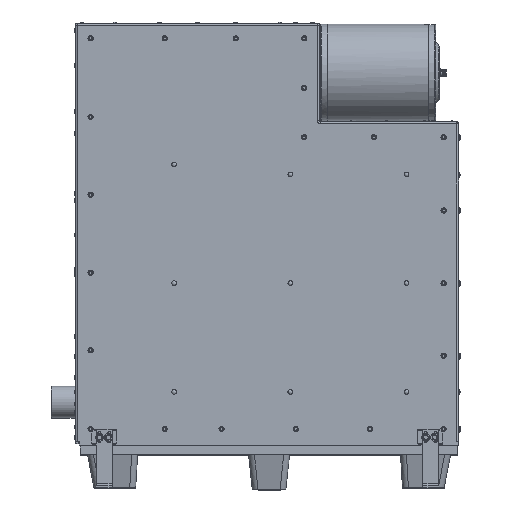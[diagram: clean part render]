
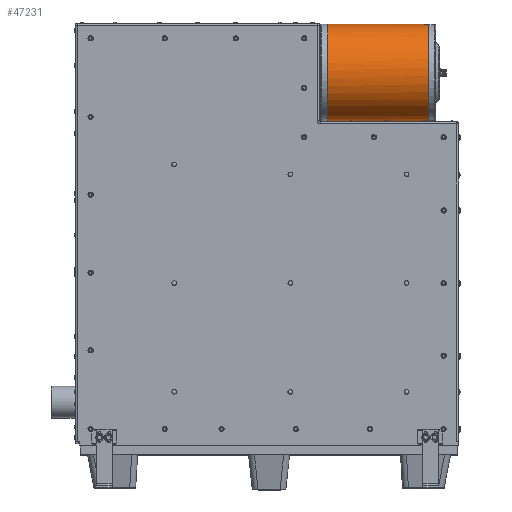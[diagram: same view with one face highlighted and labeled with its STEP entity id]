
A CAD part, top view. The second image highlights one B-rep face of the part: STEP entity #47231.
In plain terms, the highlighted cylindrical face has radius 155.448 mm (diameter 310.896 mm), a full revolution.
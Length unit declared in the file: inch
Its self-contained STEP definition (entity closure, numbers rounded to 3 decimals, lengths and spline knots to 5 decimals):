
#732=CYLINDRICAL_SURFACE('',#50563,6.12);
#1264=FACE_BOUND('',#6277,.T.);
#3205=FACE_OUTER_BOUND('',#6276,.T.);
#6276=EDGE_LOOP('',(#32167));
#6277=EDGE_LOOP('',(#32168));
#10142=CIRCLE('',#50427,6.12);
#10227=CIRCLE('',#50564,6.12);
#20259=VERTEX_POINT('',#86105);
#20423=VERTEX_POINT('',#92871);
#24904=EDGE_CURVE('',#20259,#20259,#10142,.T.);
#25092=EDGE_CURVE('',#20423,#20423,#10227,.T.);
#32167=ORIENTED_EDGE('',*,*,#24904,.F.);
#32168=ORIENTED_EDGE('',*,*,#25092,.F.);
#47231=ADVANCED_FACE('',(#3205,#1264),#732,.T.);
#50427=AXIS2_PLACEMENT_3D('',#86106,#55481,#55482);
#50563=AXIS2_PLACEMENT_3D('',#92870,#55770,#55771);
#50564=AXIS2_PLACEMENT_3D('',#92872,#55772,#55773);
#55481=DIRECTION('center_axis',(1.,0.,0.));
#55482=DIRECTION('ref_axis',(0.,0.276,0.961));
#55770=DIRECTION('center_axis',(1.,0.,0.));
#55771=DIRECTION('ref_axis',(0.,0.276,0.961));
#55772=DIRECTION('center_axis',(-1.,0.,0.));
#55773=DIRECTION('ref_axis',(0.,0.276,0.961));
#86105=CARTESIAN_POINT('',(44.173,44.93832,31.36702));
#86106=CARTESIAN_POINT('Origin',(44.173,46.625,37.25));
#92870=CARTESIAN_POINT('Origin',(31.423,46.625,37.25));
#92871=CARTESIAN_POINT('',(31.423,44.93832,31.36702));
#92872=CARTESIAN_POINT('Origin',(31.423,46.625,37.25));
